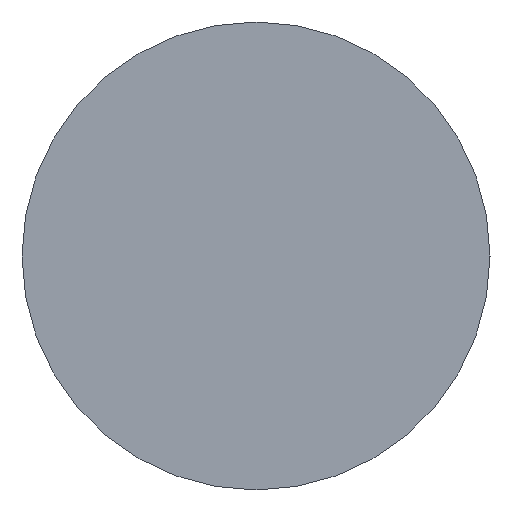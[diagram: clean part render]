
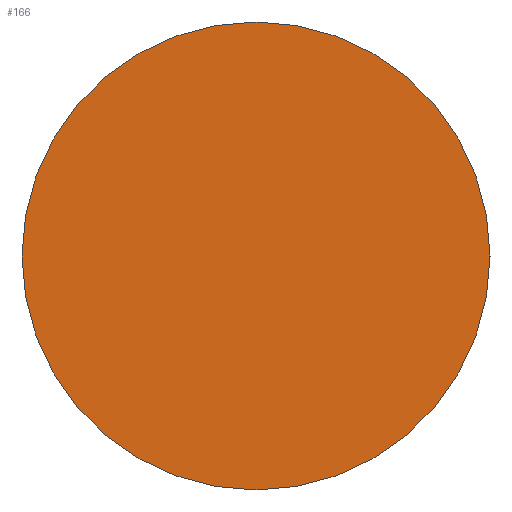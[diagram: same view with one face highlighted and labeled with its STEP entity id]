
A CAD part, left-side view. The second image highlights one B-rep face of the part: STEP entity #166.
In plain terms, the highlighted planar face has unit normal (-1, 0, 0).
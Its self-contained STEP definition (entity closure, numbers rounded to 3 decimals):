
#10 = ORIENTED_EDGE ( 'NONE', *, *, #151, .T. ) ;
#17 = VERTEX_POINT ( 'NONE', #159 ) ;
#30 = DIRECTION ( 'NONE',  ( 1., 0., 0. ) ) ;
#32 = CARTESIAN_POINT ( 'NONE',  ( 232.021, 130.467, 0. ) ) ;
#33 = VERTEX_POINT ( 'NONE', #173 ) ;
#60 = EDGE_LOOP ( 'NONE', ( #10, #127 ) ) ;
#63 = DIRECTION ( 'NONE',  ( 0., 0., 1. ) ) ;
#66 = CARTESIAN_POINT ( 'NONE',  ( 232.021, 130.467, 0. ) ) ;
#72 = AXIS2_PLACEMENT_3D ( 'NONE', #66, #177, #63 ) ;
#76 = DIRECTION ( 'NONE',  ( -1., 0., 0. ) ) ;
#77 = DIRECTION ( 'NONE',  ( 0., 0., 1. ) ) ;
#92 = CIRCLE ( 'NONE', #72, 25.4 ) ;
#101 = PLANE ( 'NONE',  #182 ) ;
#105 = DIRECTION ( 'NONE',  ( 0., 0., -1. ) ) ;
#122 = CIRCLE ( 'NONE', #168, 25.4 ) ;
#127 = ORIENTED_EDGE ( 'NONE', *, *, #185, .T. ) ;
#129 = CARTESIAN_POINT ( 'NONE',  ( 232.021, 130.467, 0. ) ) ;
#147 = FACE_OUTER_BOUND ( 'NONE', #60, .T. ) ;
#151 = EDGE_CURVE ( 'NONE', #17, #33, #92, .T. ) ;
#159 = CARTESIAN_POINT ( 'NONE',  ( 232.021, 130.467, 25.4 ) ) ;
#166 = ADVANCED_FACE ( 'NONE', ( #147 ), #101, .F. ) ;
#168 = AXIS2_PLACEMENT_3D ( 'NONE', #129, #76, #77 ) ;
#173 = CARTESIAN_POINT ( 'NONE',  ( 232.021, 130.467, -25.4 ) ) ;
#177 = DIRECTION ( 'NONE',  ( -1., 0., 0. ) ) ;
#182 = AXIS2_PLACEMENT_3D ( 'NONE', #32, #30, #105 ) ;
#185 = EDGE_CURVE ( 'NONE', #33, #17, #122, .T. ) ;
